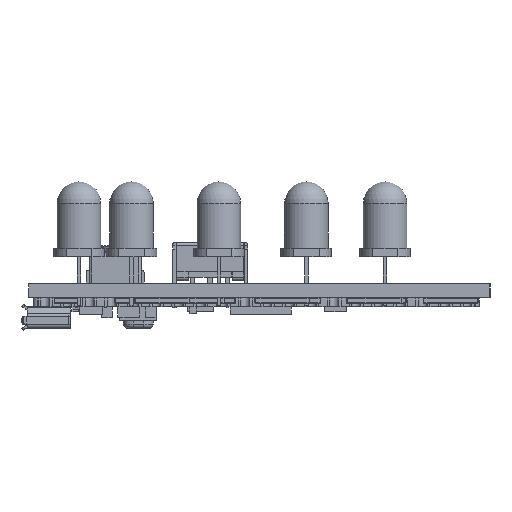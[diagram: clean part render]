
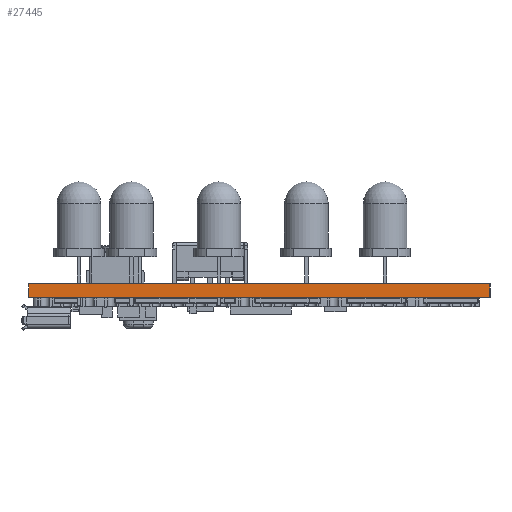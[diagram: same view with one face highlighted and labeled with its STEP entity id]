
A CAD part, left-side view. The second image highlights one B-rep face of the part: STEP entity #27445.
In plain terms, the highlighted planar face has unit normal (-1, 0, 0).
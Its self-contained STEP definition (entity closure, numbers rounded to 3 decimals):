
#27389 = VERTEX_POINT('',#27390);
#27390 = CARTESIAN_POINT('',(76.5,-75.,1.51));
#27396 = EDGE_CURVE('',#27397,#27389,#27399,.T.);
#27397 = VERTEX_POINT('',#27398);
#27398 = CARTESIAN_POINT('',(76.5,-75.,0.));
#27399 = LINE('',#27400,#27401);
#27400 = CARTESIAN_POINT('',(76.5,-75.,0.));
#27401 = VECTOR('',#27402,1.);
#27402 = DIRECTION('',(0.,0.,1.));
#27445 = ADVANCED_FACE('',(#27446),#27471,.T.);
#27446 = FACE_BOUND('',#27447,.T.);
#27447 = EDGE_LOOP('',(#27448,#27449,#27457,#27465));
#27448 = ORIENTED_EDGE('',*,*,#27396,.T.);
#27449 = ORIENTED_EDGE('',*,*,#27450,.T.);
#27450 = EDGE_CURVE('',#27389,#27451,#27453,.T.);
#27451 = VERTEX_POINT('',#27452);
#27452 = CARTESIAN_POINT('',(76.5,-22.25,1.51));
#27453 = LINE('',#27454,#27455);
#27454 = CARTESIAN_POINT('',(76.5,-75.,1.51));
#27455 = VECTOR('',#27456,1.);
#27456 = DIRECTION('',(0.,1.,0.));
#27457 = ORIENTED_EDGE('',*,*,#27458,.F.);
#27458 = EDGE_CURVE('',#27459,#27451,#27461,.T.);
#27459 = VERTEX_POINT('',#27460);
#27460 = CARTESIAN_POINT('',(76.5,-22.25,0.));
#27461 = LINE('',#27462,#27463);
#27462 = CARTESIAN_POINT('',(76.5,-22.25,0.));
#27463 = VECTOR('',#27464,1.);
#27464 = DIRECTION('',(0.,0.,1.));
#27465 = ORIENTED_EDGE('',*,*,#27466,.F.);
#27466 = EDGE_CURVE('',#27397,#27459,#27467,.T.);
#27467 = LINE('',#27468,#27469);
#27468 = CARTESIAN_POINT('',(76.5,-75.,0.));
#27469 = VECTOR('',#27470,1.);
#27470 = DIRECTION('',(0.,1.,0.));
#27471 = PLANE('',#27472);
#27472 = AXIS2_PLACEMENT_3D('',#27473,#27474,#27475);
#27473 = CARTESIAN_POINT('',(76.5,-75.,0.));
#27474 = DIRECTION('',(-1.,0.,0.));
#27475 = DIRECTION('',(0.,1.,0.));
